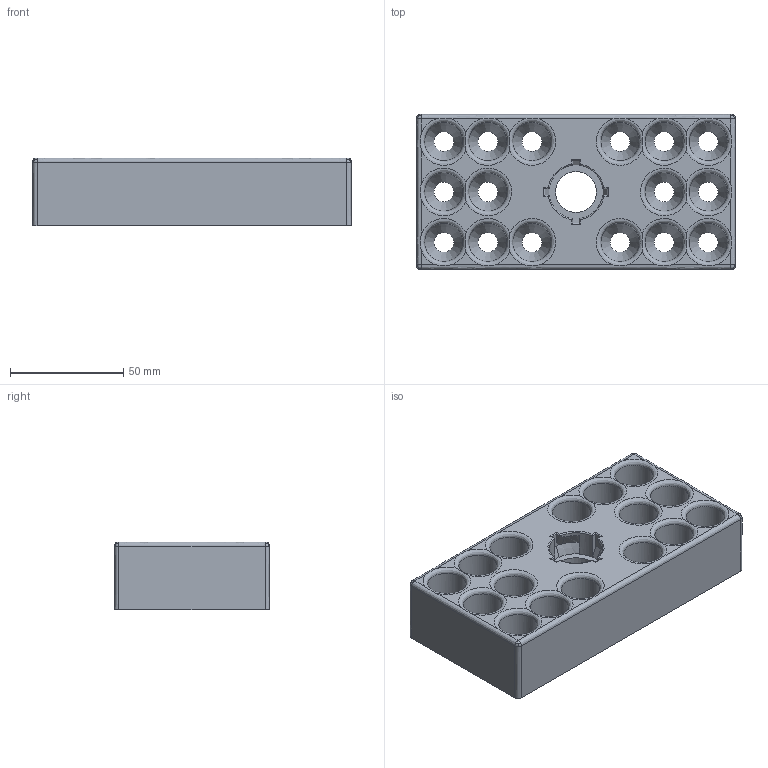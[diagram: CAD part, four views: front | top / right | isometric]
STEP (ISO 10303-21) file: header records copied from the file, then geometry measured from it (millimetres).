
FILE_DESCRIPTION(/* description */ ('STEP AP242','CAx-IF Rec.Pracs.---Representation and Presentation of Product Manufacturing Information (PMI)---4.0---2014-10-13','CAx-IF Rec.Pracs.---3D Tessellated Geometry---0.4---2014-09-14','2;1'),/* implementation_level */ '2;1');
FILE_NAME(/* name */ '64d6da2187e88f26e5d81592',/* time_stamp */ '2023-08-12T01:02:26Z',/* author */ ('Kerry Hatcher [Patent Pending]'),/* organization */ ('Hardcore Storage Solutions LLC'),/* preprocessor_version */ 'ST-DEVELOPER v19.4',/* originating_system */ ' ',/* authorisation */ 'Attribution-NonCommercial-ShareAlike 4.0 International');
FILE_SCHEMA (('AP242_MANAGED_MODEL_BASED_3D_ENGINEERING_MIM_LF { 1 0 10303 442 1 1 4 }'));
Length unit declared in the file: metre
Products named in the file (1): CR123A_Tray
Bounding box: 140.8 x 68.5 x 30 mm (x, y, z)
Volume: 181634.8 mm3; surface area: 51922.7 mm2
Topology: 1 solids, 1 shells, 143 faces, 426 edges, 270 vertices
Faces by surface type: bspline 56, plane 39, cone 26, cylinder 22
Full cylindrical faces by diameter (mm): 17 x16, 18 x1, 23.775 x1
Entity records: 7742 total; most frequent: CARTESIAN_POINT 4802, ORIENTED_EDGE 688, EDGE_CURVE 344, DIRECTION 322, B_SPLINE_CURVE_WITH_KNOTS 251, VERTEX_POINT 240, EDGE_LOOP 214, FACE_BOUND 214
